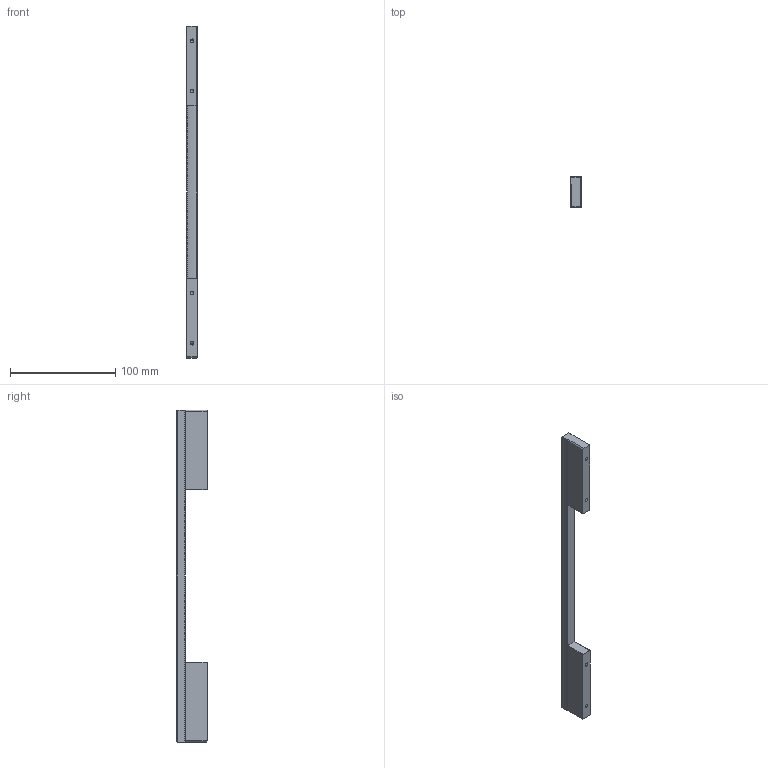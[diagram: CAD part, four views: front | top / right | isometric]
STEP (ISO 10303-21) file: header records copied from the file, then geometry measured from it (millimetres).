
FILE_DESCRIPTION(('Creo Elements/Direct Modeling STEP Export'),'2;1');
FILE_NAME('2110-316.stp','2017-09-06T13:35:17',(''),(''),'Creo Elements/Direct Modeling STEP processor for AP214 (Solid Model)','Creo Elements/Direct Modeling 20.0 12-Nov-2016 (C) Parametric Technology GmbH','');
FILE_SCHEMA(('AUTOMOTIVE_DESIGN { 1 0 10303 214 1 1 1 1 }'));
Length unit declared in the file: millimetre
Products named in the file (2): Stange
Assembly tree (1 placements, depth 2):
  Stange
    Stange
Bounding box: 10 x 28.89 x 316 mm (x, y, z)
Volume: 56261.9 mm3; surface area: 18849.6 mm2
Topology: 1 solids, 1 shells, 62 faces, 157 edges, 97 vertices
Faces by surface type: cylinder 29, plane 25, cone 8
Entity records: 1852 total; most frequent: DIRECTION 311, ORIENTED_EDGE 298, CARTESIAN_POINT 294, EDGE_CURVE 149, AXIS2_PLACEMENT_3D 114, VERTEX_POINT 97, VECTOR 83, LINE 83
